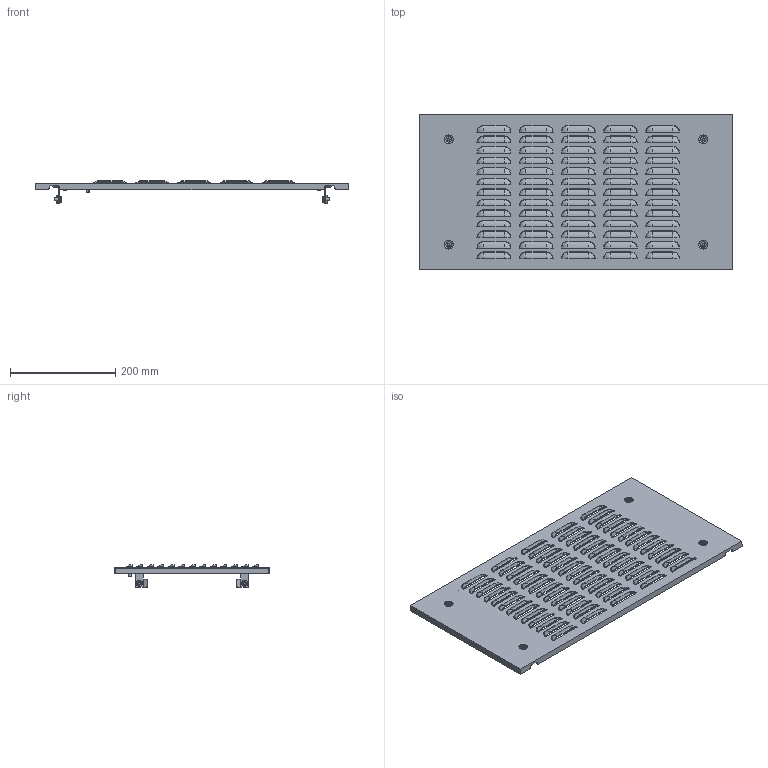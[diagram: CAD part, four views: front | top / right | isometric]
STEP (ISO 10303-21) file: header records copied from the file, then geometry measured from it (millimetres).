
FILE_DESCRIPTION (( 'STEP AP203' ), '1' );
FILE_NAME ('FO-00-PWSV-030-060 FORMAT Ôàëüø-ïàíåëü âíåøíÿÿ ãëóõàÿ 300õ600 IEK.STEP', '2025-01-20T14:12:55', ( '' ), ( '' ), 'SwSTEP 2.0', 'SolidWorks 2022', '' );
FILE_SCHEMA (( 'CONFIG_CONTROL_DESIGN' ));
Products named in the file (1): FO-00-PWSV-030-060 FORMAT Фальш-панель внешняя глухая 300х600 IEK
Bounding box: 595 x 296 x 43.5 mm (x, y, z)
Volume: 501670.3 mm3; surface area: 443847.1 mm2
Topology: 1 solids, 10 shells, 1780 faces, 4500 edges, 2759 vertices
Faces by surface type: plane 603, cylinder 559, torus 296, sphere 260, cone 62
Entity records: 54401 total; most frequent: DIRECTION 10532, CARTESIAN_POINT 9286, ORIENTED_EDGE 8996, EDGE_CURVE 4498, AXIS2_PLACEMENT_3D 4285, VERTEX_POINT 2759, CIRCLE 2504, EDGE_LOOP 1963
